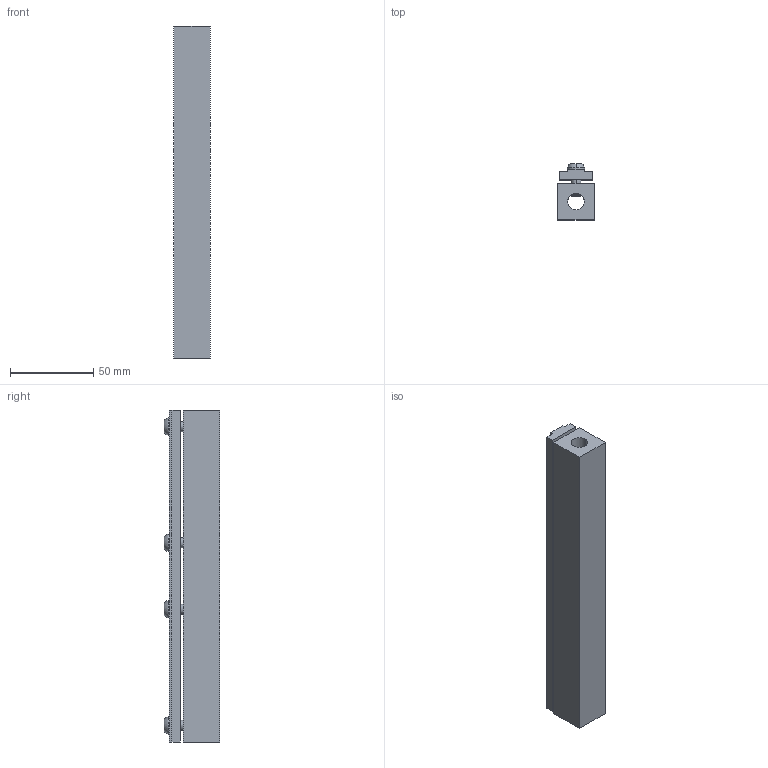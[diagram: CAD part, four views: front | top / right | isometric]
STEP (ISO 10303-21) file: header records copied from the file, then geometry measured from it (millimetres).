
FILE_DESCRIPTION(('Creo Elements/Direct Modeling STEP Export'),'2;1');
FILE_NAME('44.0105.1_Profillängsverbinder-MMS-44_200mm-M6.stp','2022-03-21T 9:02:10',(''),(''),'PTC Creo Elements/Direct Modeling STEP processor for AP214 (Solid Model)','PTC Creo Elements/Direct Modeling 19.0C 15-Aug-2015 (C) Parametric Technology GmbH','');
FILE_SCHEMA(('AUTOMOTIVE_DESIGN { 1 0 10303 214 1 1 1 1 }'));
Length unit declared in the file: millimetre
Products named in the file (4): Profilkern-MMS-44_200x22x22_96.4023_PX175458; Klemmschiene-MMS-44_200mm_96.4025_PX175456; Linsenschraube-ISO7380_M6x16-8.8-verz_10999_PX175457.1; Profillängsverbinder-MMS-44_200mm-M6_44.0105.1_PX175459
Assembly tree (6 placements, depth 2):
  Profillängsverbinder-MMS-44_200mm-M6_44.0105.1_PX175459
    Linsenschraube-ISO7380_M6x16-8.8-verz_10999_PX175457.1  x4
    Klemmschiene-MMS-44_200mm_96.4025_PX175456
    Profilkern-MMS-44_200x22x22_96.4023_PX175458
Bounding box: 22 x 33.7 x 200 mm (x, y, z)
Volume: 104977.6 mm3; surface area: 38264.5 mm2
Topology: 6 solids, 6 shells, 122 faces, 274 edges, 172 vertices
Faces by surface type: plane 56, cylinder 34, cone 16, torus 8, sphere 8
Entity records: 3294 total; most frequent: CARTESIAN_POINT 1658, ORIENTED_EDGE 296, DIRECTION 290, EDGE_CURVE 148, AXIS2_PLACEMENT_3D 102, VERTEX_POINT 94, VECTOR 86, LINE 86
